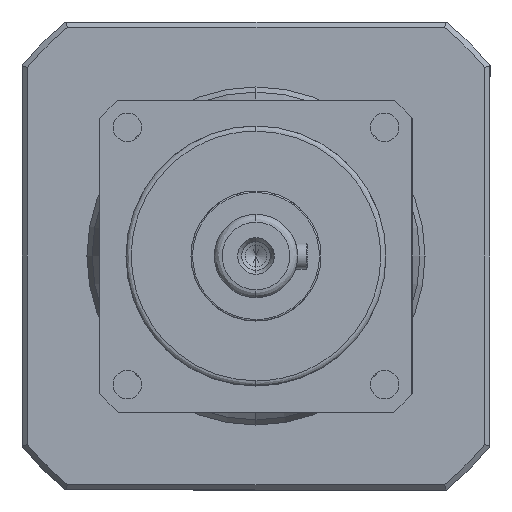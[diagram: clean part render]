
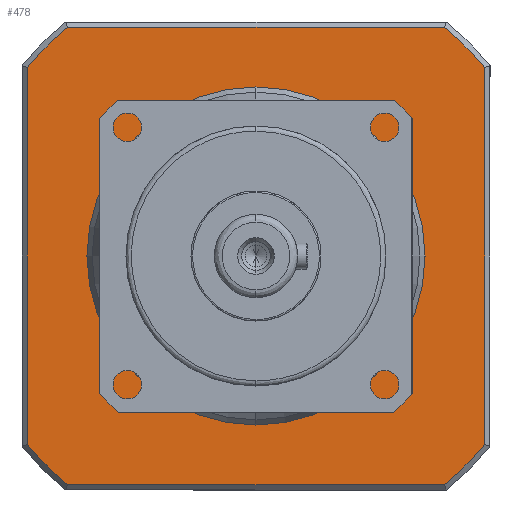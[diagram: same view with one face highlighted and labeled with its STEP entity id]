
A CAD part, left-side view. The second image highlights one B-rep face of the part: STEP entity #478.
In plain terms, the highlighted face is planar.
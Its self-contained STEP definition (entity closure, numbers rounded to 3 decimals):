
#185 = VERTEX_POINT ( 'NONE', #15697 ) ;
#280 = VERTEX_POINT ( 'NONE', #12346 ) ;
#327 = ORIENTED_EDGE ( 'NONE', *, *, #22559, .F. ) ;
#478 = ADVANCED_FACE ( 'NONE', ( #21099, #12134 ), #4320, .F. ) ;
#932 = DIRECTION ( 'NONE',  ( 0., -1., 0. ) ) ;
#946 = ORIENTED_EDGE ( 'NONE', *, *, #16390, .F. ) ;
#963 = EDGE_CURVE ( 'NONE', #4867, #14664, #19598, .T. ) ;
#1239 = CARTESIAN_POINT ( 'NONE',  ( 0., 44., 3.5 ) ) ;
#1527 = ORIENTED_EDGE ( 'NONE', *, *, #963, .F. ) ;
#2354 = VERTEX_POINT ( 'NONE', #9065 ) ;
#2875 = EDGE_CURVE ( 'NONE', #10796, #185, #3143, .T. ) ;
#3143 = CIRCLE ( 'NONE', #9465, 28.5 ) ;
#3826 = EDGE_CURVE ( 'NONE', #7067, #13611, #17164, .T. ) ;
#3911 = DIRECTION ( 'NONE',  ( 1., 0., 0. ) ) ;
#3972 = DIRECTION ( 'NONE',  ( 0., 0., 1. ) ) ;
#4005 = CARTESIAN_POINT ( 'NONE',  ( -44., 0., 3.5 ) ) ;
#4012 = CARTESIAN_POINT ( 'NONE',  ( 0., 0., 3.5 ) ) ;
#4014 = CARTESIAN_POINT ( 'NONE',  ( 44., 0., 3.5 ) ) ;
#4040 = VECTOR ( 'NONE', #21456, 1000. ) ;
#4068 = EDGE_CURVE ( 'NONE', #185, #10796, #14368, .T. ) ;
#4320 = PLANE ( 'NONE',  #15038 ) ;
#4324 = AXIS2_PLACEMENT_3D ( 'NONE', #7931, #7855, #7833 ) ;
#4738 = DIRECTION ( 'NONE',  ( 0., 0., -1. ) ) ;
#4743 = ORIENTED_EDGE ( 'NONE', *, *, #13346, .F. ) ;
#4844 = LINE ( 'NONE', #1239, #13135 ) ;
#4867 = VERTEX_POINT ( 'NONE', #13938 ) ;
#4949 = EDGE_CURVE ( 'NONE', #2354, #280, #6094, .T. ) ;
#5700 = DIRECTION ( 'NONE',  ( 1., 0., 0. ) ) ;
#6094 = CIRCLE ( 'NONE', #9436, 57. ) ;
#6155 = AXIS2_PLACEMENT_3D ( 'NONE', #20907, #20857, #20778 ) ;
#7016 = VECTOR ( 'NONE', #11131, 1000. ) ;
#7067 = VERTEX_POINT ( 'NONE', #10583 ) ;
#7204 = CARTESIAN_POINT ( 'NONE',  ( 0., 0., 3.5 ) ) ;
#7791 = ORIENTED_EDGE ( 'NONE', *, *, #3826, .F. ) ;
#7833 = DIRECTION ( 'NONE',  ( 1., 0., 0. ) ) ;
#7855 = DIRECTION ( 'NONE',  ( 0., 0., 1. ) ) ;
#7931 = CARTESIAN_POINT ( 'NONE',  ( 0., 0., 3.5 ) ) ;
#8982 = CARTESIAN_POINT ( 'NONE',  ( 0., -44., 3.5 ) ) ;
#9023 = EDGE_LOOP ( 'NONE', ( #15391, #21208 ) ) ;
#9065 = CARTESIAN_POINT ( 'NONE',  ( 44., 36.235, 3.5 ) ) ;
#9422 = ORIENTED_EDGE ( 'NONE', *, *, #11300, .F. ) ;
#9436 = AXIS2_PLACEMENT_3D ( 'NONE', #10514, #10488, #10445 ) ;
#9465 = AXIS2_PLACEMENT_3D ( 'NONE', #18669, #18611, #18577 ) ;
#10042 = DIRECTION ( 'NONE',  ( -1., 0., 0. ) ) ;
#10218 = CIRCLE ( 'NONE', #16549, 57. ) ;
#10445 = DIRECTION ( 'NONE',  ( 1., 0., 0. ) ) ;
#10488 = DIRECTION ( 'NONE',  ( 0., 0., 1. ) ) ;
#10514 = CARTESIAN_POINT ( 'NONE',  ( 0., 0., 3.5 ) ) ;
#10583 = CARTESIAN_POINT ( 'NONE',  ( -44., -36.235, 3.5 ) ) ;
#10796 = VERTEX_POINT ( 'NONE', #22345 ) ;
#10864 = AXIS2_PLACEMENT_3D ( 'NONE', #7204, #4738, #5700 ) ;
#11131 = DIRECTION ( 'NONE',  ( 0., -1., 0. ) ) ;
#11300 = EDGE_CURVE ( 'NONE', #280, #21856, #4844, .T. ) ;
#11502 = DIRECTION ( 'NONE',  ( 0., 0., 1. ) ) ;
#11815 = CARTESIAN_POINT ( 'NONE',  ( -36.235, -44., 3.5 ) ) ;
#12134 = FACE_BOUND ( 'NONE', #9023, .T. ) ;
#12346 = CARTESIAN_POINT ( 'NONE',  ( 36.235, 44., 3.5 ) ) ;
#13135 = VECTOR ( 'NONE', #10042, 1000. ) ;
#13346 = EDGE_CURVE ( 'NONE', #13482, #7067, #15889, .T. ) ;
#13482 = VERTEX_POINT ( 'NONE', #20419 ) ;
#13611 = VERTEX_POINT ( 'NONE', #11815 ) ;
#13636 = CARTESIAN_POINT ( 'NONE',  ( 44., -36.235, 3.5 ) ) ;
#13938 = CARTESIAN_POINT ( 'NONE',  ( 36.235, -44., 3.5 ) ) ;
#14077 = ORIENTED_EDGE ( 'NONE', *, *, #14443, .F. ) ;
#14368 = CIRCLE ( 'NONE', #10864, 28.5 ) ;
#14443 = EDGE_CURVE ( 'NONE', #14664, #2354, #17675, .T. ) ;
#14664 = VERTEX_POINT ( 'NONE', #13636 ) ;
#15038 = AXIS2_PLACEMENT_3D ( 'NONE', #4012, #3972, #3911 ) ;
#15139 = EDGE_LOOP ( 'NONE', ( #4743, #327, #9422, #18011, #14077, #1527, #946, #7791 ) ) ;
#15391 = ORIENTED_EDGE ( 'NONE', *, *, #2875, .F. ) ;
#15697 = CARTESIAN_POINT ( 'NONE',  ( -28.5, 0., 3.5 ) ) ;
#15889 = LINE ( 'NONE', #4005, #7016 ) ;
#16160 = CARTESIAN_POINT ( 'NONE',  ( -36.235, 44., 3.5 ) ) ;
#16390 = EDGE_CURVE ( 'NONE', #13611, #4867, #17622, .T. ) ;
#16549 = AXIS2_PLACEMENT_3D ( 'NONE', #22234, #11502, #932 ) ;
#17164 = CIRCLE ( 'NONE', #4324, 57. ) ;
#17622 = LINE ( 'NONE', #8982, #4040 ) ;
#17675 = LINE ( 'NONE', #4014, #22504 ) ;
#18011 = ORIENTED_EDGE ( 'NONE', *, *, #4949, .F. ) ;
#18183 = DIRECTION ( 'NONE',  ( 0., 1., 0. ) ) ;
#18577 = DIRECTION ( 'NONE',  ( 1., 0., 0. ) ) ;
#18611 = DIRECTION ( 'NONE',  ( 0., 0., -1. ) ) ;
#18669 = CARTESIAN_POINT ( 'NONE',  ( 0., 0., 3.5 ) ) ;
#19598 = CIRCLE ( 'NONE', #6155, 57. ) ;
#20419 = CARTESIAN_POINT ( 'NONE',  ( -44., 36.235, 3.5 ) ) ;
#20778 = DIRECTION ( 'NONE',  ( 0., -1., 0. ) ) ;
#20857 = DIRECTION ( 'NONE',  ( 0., 0., 1. ) ) ;
#20907 = CARTESIAN_POINT ( 'NONE',  ( 0., 0., 3.5 ) ) ;
#21099 = FACE_OUTER_BOUND ( 'NONE', #15139, .T. ) ;
#21208 = ORIENTED_EDGE ( 'NONE', *, *, #4068, .F. ) ;
#21456 = DIRECTION ( 'NONE',  ( 1., 0., 0. ) ) ;
#21856 = VERTEX_POINT ( 'NONE', #16160 ) ;
#22234 = CARTESIAN_POINT ( 'NONE',  ( 0., 0., 3.5 ) ) ;
#22345 = CARTESIAN_POINT ( 'NONE',  ( 28.5, 0., 3.5 ) ) ;
#22504 = VECTOR ( 'NONE', #18183, 1000. ) ;
#22559 = EDGE_CURVE ( 'NONE', #21856, #13482, #10218, .T. ) ;
